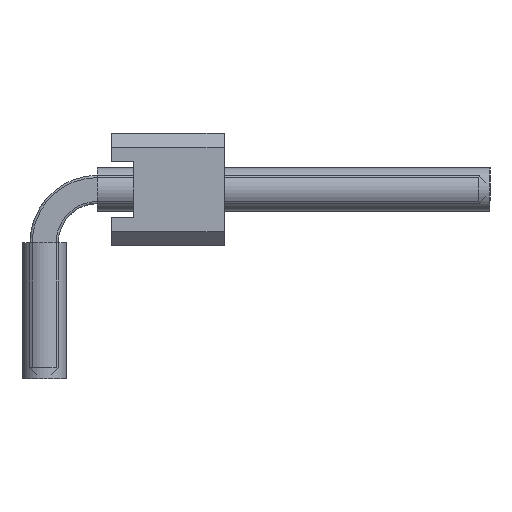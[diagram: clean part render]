
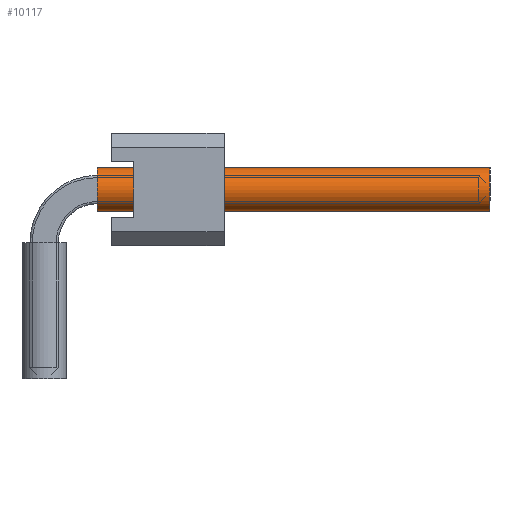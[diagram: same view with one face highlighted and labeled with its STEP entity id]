
A CAD part, left-side view. The second image highlights one B-rep face of the part: STEP entity #10117.
In plain terms, the highlighted cylindrical face has radius 0.5 mm (diameter 1 mm), a full revolution.
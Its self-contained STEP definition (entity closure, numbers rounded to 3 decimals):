
#5702=ORIENTED_EDGE('',*,*,#7144,.F.);
#5703=ORIENTED_EDGE('',*,*,#7145,.T.);
#7144=EDGE_CURVE('',#8104,#8104,#8380,.T.);
#7145=EDGE_CURVE('',#8105,#8105,#8381,.T.);
#8104=VERTEX_POINT('',#16640);
#8105=VERTEX_POINT('',#16642);
#8380=CIRCLE('',#10939,0.5);
#8381=CIRCLE('',#10940,0.5);
#8934=EDGE_LOOP('',(#5702));
#8935=EDGE_LOOP('',(#5703));
#9488=FACE_BOUND('',#8934,.T.);
#9489=FACE_BOUND('',#8935,.T.);
#9629=CYLINDRICAL_SURFACE('',#10938,0.5);
#10117=ADVANCED_FACE('',(#9488,#9489),#9629,.F.);
#10938=AXIS2_PLACEMENT_3D('',#16638,#13681,#13682);
#10939=AXIS2_PLACEMENT_3D('',#16639,#13683,#13684);
#10940=AXIS2_PLACEMENT_3D('',#16641,#13685,#13686);
#13681=DIRECTION('',(1.,0.,0.));
#13682=DIRECTION('',(0.,0.,-1.));
#13683=DIRECTION('',(-1.,0.,0.));
#13684=DIRECTION('',(0.,0.,1.));
#13685=DIRECTION('',(-1.,0.,0.));
#13686=DIRECTION('',(0.,0.,1.));
#16638=CARTESIAN_POINT('',(1.2,0.,4.27));
#16639=CARTESIAN_POINT('',(10.06,0.,4.27));
#16640=CARTESIAN_POINT('',(10.06,0.,4.77));
#16641=CARTESIAN_POINT('',(1.2,0.,4.27));
#16642=CARTESIAN_POINT('',(1.2,0.,4.77));
